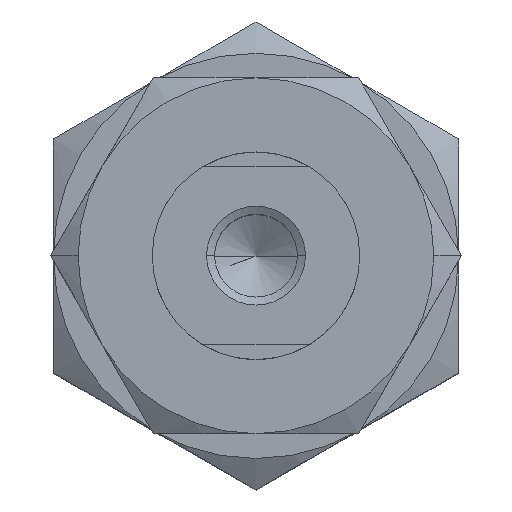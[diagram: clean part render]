
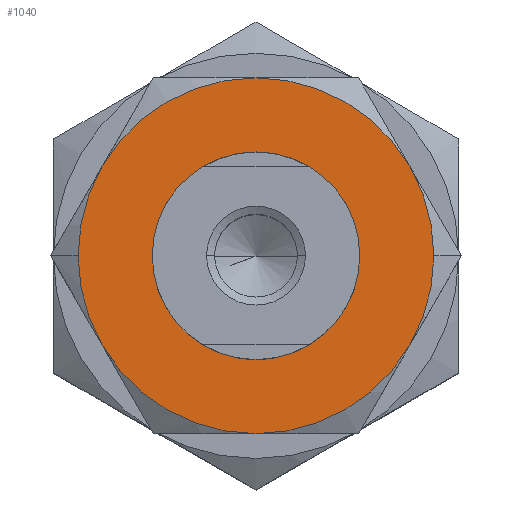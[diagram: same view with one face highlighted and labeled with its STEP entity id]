
A CAD part, top view. The second image highlights one B-rep face of the part: STEP entity #1040.
In plain terms, the highlighted planar face has unit normal (0, 0, 1).
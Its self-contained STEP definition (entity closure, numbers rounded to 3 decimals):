
#676=EDGE_CURVE('',#706,#1288,#1885,.T.);
#706=VERTEX_POINT('',#1918);
#862=EDGE_CURVE('',#1042,#1694,#2091,.T.);
#870=EDGE_CURVE('',#1098,#1042,#2099,.T.);
#996=EDGE_CURVE('',#1022,#706,#2239,.T.);
#1022=VERTEX_POINT('',#2267);
#1040=ADVANCED_FACE('',(#2287,#2288),#2289,.T.);
#1042=VERTEX_POINT('',#2291);
#1098=VERTEX_POINT('',#2353);
#1200=EDGE_CURVE('',#1440,#1300,#2468,.T.);
#1204=EDGE_CURVE('',#1412,#1022,#2472,.T.);
#1226=EDGE_CURVE('',#1694,#1268,#2497,.T.);
#1268=VERTEX_POINT('',#2544);
#1288=VERTEX_POINT('',#2564);
#1300=VERTEX_POINT('',#2578);
#1374=EDGE_CURVE('',#1288,#1098,#2662,.T.);
#1386=EDGE_CURVE('',#1268,#1412,#2677,.T.);
#1412=VERTEX_POINT('',#2710);
#1440=VERTEX_POINT('',#2742);
#1450=EDGE_CURVE('',#1300,#1440,#2753,.T.);
#1694=VERTEX_POINT('',#3028);
#1885=CIRCLE('',#3258,18.0);
#1918=CARTESIAN_POINT('',(15.588,9.0,-7.5));
#2091=CIRCLE('',#3646,18.0);
#2099=CIRCLE('',#3667,18.0);
#2239=CIRCLE('',#3942,18.0);
#2267=CARTESIAN_POINT('',(0.,18.0,-7.5));
#2287=FACE_OUTER_BOUND('',#4010,.T.);
#2288=FACE_BOUND('',#4011,.T.);
#2289=PLANE('',#4012);
#2291=CARTESIAN_POINT('',(0.,-18.0,-7.5));
#2353=CARTESIAN_POINT('',(15.588,-9.0,-7.5));
#2468=CIRCLE('',#4324,10.5);
#2472=CIRCLE('',#4329,18.0);
#2497=CIRCLE('',#4367,18.0);
#2544=CARTESIAN_POINT('',(-18.0,0.,-7.5));
#2564=CARTESIAN_POINT('',(18.0,0.,-7.5));
#2578=CARTESIAN_POINT('',(-10.5,0.,-7.5));
#2662=CIRCLE('',#4671,18.0);
#2677=CIRCLE('',#4688,18.0);
#2710=CARTESIAN_POINT('',(-15.588,9.,-7.5));
#2742=CARTESIAN_POINT('',(10.5,0.,-7.5));
#2753=CIRCLE('',#4814,10.5);
#3028=CARTESIAN_POINT('',(-15.588,-9.0,-7.5));
#3258=AXIS2_PLACEMENT_3D('',#5587,#5588,#5589);
#3646=AXIS2_PLACEMENT_3D('',#5805,#5806,#5807);
#3667=AXIS2_PLACEMENT_3D('',#5814,#5815,#5816);
#3942=AXIS2_PLACEMENT_3D('',#5966,#5967,#5968);
#4010=EDGE_LOOP('',(#6013,#6014,#6015,#6016,#6017,#6018,#6019,#6020));
#4011=EDGE_LOOP('',(#6021,#6022));
#4012=AXIS2_PLACEMENT_3D('',#6023,#6024,#6025);
#4324=AXIS2_PLACEMENT_3D('',#6230,#6231,#6232);
#4329=AXIS2_PLACEMENT_3D('',#6233,#6234,#6235);
#4367=AXIS2_PLACEMENT_3D('',#6271,#6272,#6273);
#4671=AXIS2_PLACEMENT_3D('',#6442,#6443,#6444);
#4688=AXIS2_PLACEMENT_3D('',#6476,#6477,#6478);
#4814=AXIS2_PLACEMENT_3D('',#6583,#6584,#6585);
#5587=CARTESIAN_POINT('',(0.,0.,-7.5));
#5588=DIRECTION('',(0.,0.,-1.0));
#5589=DIRECTION('',(-1.0,0.,0.));
#5805=CARTESIAN_POINT('',(0.,0.,-7.5));
#5806=DIRECTION('',(0.,0.,-1.0));
#5807=DIRECTION('',(-1.0,0.,0.));
#5814=CARTESIAN_POINT('',(0.,0.,-7.5));
#5815=DIRECTION('',(0.,0.,-1.0));
#5816=DIRECTION('',(-1.0,0.,0.));
#5966=CARTESIAN_POINT('',(0.,0.,-7.5));
#5967=DIRECTION('',(0.,0.,-1.0));
#5968=DIRECTION('',(-1.0,0.,0.));
#6013=ORIENTED_EDGE('',*,*,#1226,.F.);
#6014=ORIENTED_EDGE('',*,*,#862,.F.);
#6015=ORIENTED_EDGE('',*,*,#870,.F.);
#6016=ORIENTED_EDGE('',*,*,#1374,.F.);
#6017=ORIENTED_EDGE('',*,*,#676,.F.);
#6018=ORIENTED_EDGE('',*,*,#996,.F.);
#6019=ORIENTED_EDGE('',*,*,#1204,.F.);
#6020=ORIENTED_EDGE('',*,*,#1386,.F.);
#6021=ORIENTED_EDGE('',*,*,#1450,.T.);
#6022=ORIENTED_EDGE('',*,*,#1200,.T.);
#6023=CARTESIAN_POINT('',(-14.25,0.,-7.5));
#6024=DIRECTION('',(0.,0.,1.0));
#6025=DIRECTION('',(-1.0,0.,0.));
#6230=CARTESIAN_POINT('',(0.,0.,-7.5));
#6231=DIRECTION('',(0.,0.,-1.0));
#6232=DIRECTION('',(-1.0,0.,0.));
#6233=CARTESIAN_POINT('',(0.,0.,-7.5));
#6234=DIRECTION('',(0.,0.,-1.0));
#6235=DIRECTION('',(-1.0,0.,0.));
#6271=CARTESIAN_POINT('',(0.,0.,-7.5));
#6272=DIRECTION('',(0.,0.,-1.0));
#6273=DIRECTION('',(-1.0,0.,0.));
#6442=CARTESIAN_POINT('',(0.,0.,-7.5));
#6443=DIRECTION('',(0.,0.,-1.0));
#6444=DIRECTION('',(-1.0,0.,0.));
#6476=CARTESIAN_POINT('',(0.,0.,-7.5));
#6477=DIRECTION('',(0.,0.,-1.0));
#6478=DIRECTION('',(-1.0,0.,0.));
#6583=CARTESIAN_POINT('',(0.,0.,-7.5));
#6584=DIRECTION('',(0.,0.,-1.0));
#6585=DIRECTION('',(-1.0,0.,0.));
